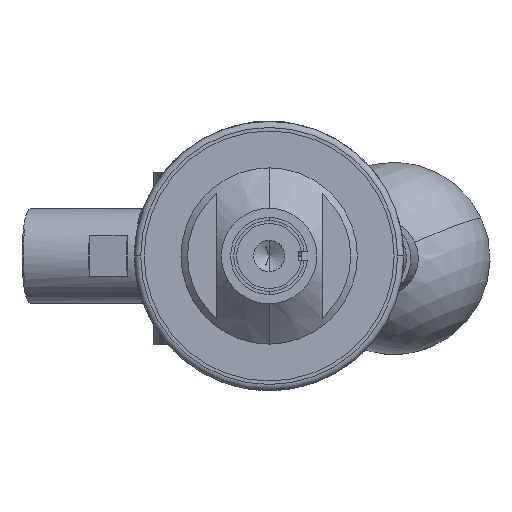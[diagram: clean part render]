
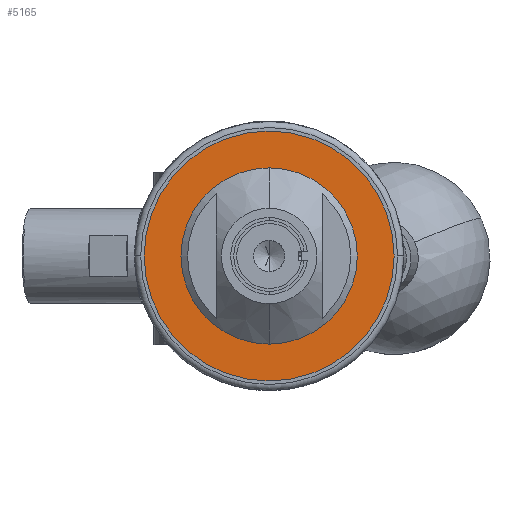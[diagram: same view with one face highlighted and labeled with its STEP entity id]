
A CAD part, left-side view. The second image highlights one B-rep face of the part: STEP entity #5165.
In plain terms, the highlighted planar face has unit normal (-1, 0, 0).
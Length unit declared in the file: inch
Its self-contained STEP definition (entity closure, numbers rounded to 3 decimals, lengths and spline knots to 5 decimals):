
#280 = VERTEX_POINT ( 'NONE', #11681 ) ;
#702 = CIRCLE ( 'NONE', #13680, 0.8125 ) ;
#747 = CARTESIAN_POINT ( 'NONE',  ( -4.408, 0., 0. ) ) ;
#900 = EDGE_CURVE ( 'NONE', #6765, #280, #5412, .T. ) ;
#1082 = ORIENTED_EDGE ( 'NONE', *, *, #900, .F. ) ;
#1434 = AXIS2_PLACEMENT_3D ( 'NONE', #8846, #14935, #3597 ) ;
#1500 = VERTEX_POINT ( 'NONE', #5265 ) ;
#1510 = CIRCLE ( 'NONE', #11350, 0.573 ) ;
#1985 = DIRECTION ( 'NONE',  ( 0., 0., -1. ) ) ;
#2162 = EDGE_CURVE ( 'NONE', #280, #6765, #1510, .T. ) ;
#3072 = DIRECTION ( 'NONE',  ( 1., 0., 0. ) ) ;
#3235 = PLANE ( 'NONE',  #13126 ) ;
#3597 = DIRECTION ( 'NONE',  ( 0., 0., 1. ) ) ;
#3815 = EDGE_LOOP ( 'NONE', ( #11130, #11673 ) ) ;
#4180 = DIRECTION ( 'NONE',  ( 0., 0., 1. ) ) ;
#4284 = DIRECTION ( 'NONE',  ( -1., 0., 0. ) ) ;
#4785 = EDGE_CURVE ( 'NONE', #7018, #1500, #16178, .T. ) ;
#5165 = ADVANCED_FACE ( 'NONE', ( #14412, #5914 ), #3235, .F. ) ;
#5187 = CARTESIAN_POINT ( 'NONE',  ( -4.408, 0., 0. ) ) ;
#5265 = CARTESIAN_POINT ( 'NONE',  ( -4.408, 0., 0.8125 ) ) ;
#5412 = CIRCLE ( 'NONE', #1434, 0.573 ) ;
#5914 = FACE_OUTER_BOUND ( 'NONE', #3815, .T. ) ;
#6765 = VERTEX_POINT ( 'NONE', #13473 ) ;
#7018 = VERTEX_POINT ( 'NONE', #15510 ) ;
#7019 = DIRECTION ( 'NONE',  ( -1., 0., 0. ) ) ;
#7854 = DIRECTION ( 'NONE',  ( 0., 0., 1. ) ) ;
#8488 = CARTESIAN_POINT ( 'NONE',  ( -4.408, 0.8125, 0. ) ) ;
#8617 = EDGE_LOOP ( 'NONE', ( #13752, #1082 ) ) ;
#8846 = CARTESIAN_POINT ( 'NONE',  ( -4.408, 0., 0. ) ) ;
#9593 = AXIS2_PLACEMENT_3D ( 'NONE', #11584, #4284, #7854 ) ;
#10997 = DIRECTION ( 'NONE',  ( 0., 0., 1. ) ) ;
#11130 = ORIENTED_EDGE ( 'NONE', *, *, #13381, .T. ) ;
#11350 = AXIS2_PLACEMENT_3D ( 'NONE', #747, #7019, #10997 ) ;
#11584 = CARTESIAN_POINT ( 'NONE',  ( -4.408, 0., 0. ) ) ;
#11673 = ORIENTED_EDGE ( 'NONE', *, *, #4785, .T. ) ;
#11681 = CARTESIAN_POINT ( 'NONE',  ( -4.408, 0., 0.573 ) ) ;
#13126 = AXIS2_PLACEMENT_3D ( 'NONE', #8488, #3072, #1985 ) ;
#13381 = EDGE_CURVE ( 'NONE', #1500, #7018, #702, .T. ) ;
#13473 = CARTESIAN_POINT ( 'NONE',  ( -4.408, 0., -0.573 ) ) ;
#13680 = AXIS2_PLACEMENT_3D ( 'NONE', #5187, #15486, #4180 ) ;
#13752 = ORIENTED_EDGE ( 'NONE', *, *, #2162, .F. ) ;
#14412 = FACE_BOUND ( 'NONE', #8617, .T. ) ;
#14935 = DIRECTION ( 'NONE',  ( -1., 0., 0. ) ) ;
#15486 = DIRECTION ( 'NONE',  ( -1., 0., 0. ) ) ;
#15510 = CARTESIAN_POINT ( 'NONE',  ( -4.408, 0., -0.8125 ) ) ;
#16178 = CIRCLE ( 'NONE', #9593, 0.8125 ) ;
